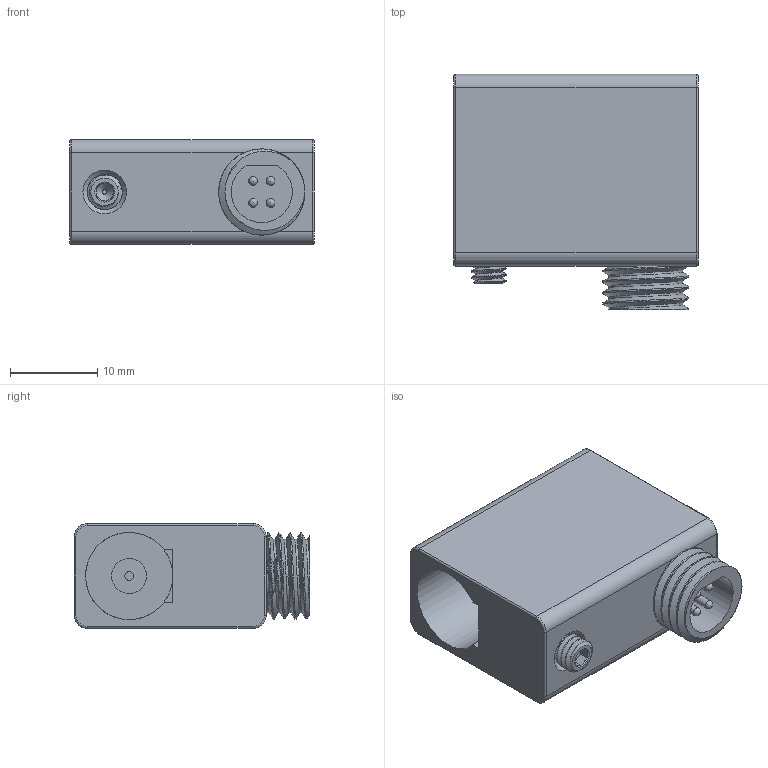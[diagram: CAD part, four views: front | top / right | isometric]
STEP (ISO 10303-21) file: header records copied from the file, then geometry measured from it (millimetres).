
FILE_DESCRIPTION(/* description */ (''),/* implementation_level */ '2;1');
FILE_NAME(/* name */ '8e8b7b98-e10a-4909-a961-7616ab65a835.stp',/* time_stamp */ '2021-10-22T06:41:42+00:00',/* author */ (''),/* organization */ (''),/* preprocessor_version */ 'ST-DEVELOPER v18.1',/* originating_system */ 'Autodesk Translation Framework v10.10.0.1391',/* authorisation */ '');
FILE_SCHEMA (('AUTOMOTIVE_DESIGN { 1 0 10303 214 3 1 1 }'));
Length unit declared in the file: millimetre
Products named in the file (4): QE-022-EB-020; Set screw M4; Body; 4 pin slot
Assembly tree (3 placements, depth 2):
  QE-022-EB-020
    Set screw M4
    Body
    4 pin slot
Bounding box: 28 x 27 x 12 mm (x, y, z)
Volume: 6404 mm3; surface area: 3609.6 mm2
Topology: 7 solids, 7 shells, 140 faces, 338 edges, 211 vertices
Faces by surface type: cylinder 74, plane 36, cone 11, torus 8, bspline 7, sphere 4
Full cylindrical faces by diameter (mm): 1 x5, 3.332 x8, 4 x12, 4.109 x4, 9.866 x1, 10 x1
Entity records: 9099 total; most frequent: CARTESIAN_POINT 5947, ORIENTED_EDGE 666, DIRECTION 571, EDGE_CURVE 333, AXIS2_PLACEMENT_3D 227, VERTEX_POINT 211, EDGE_LOOP 148, FACE_OUTER_BOUND 140
